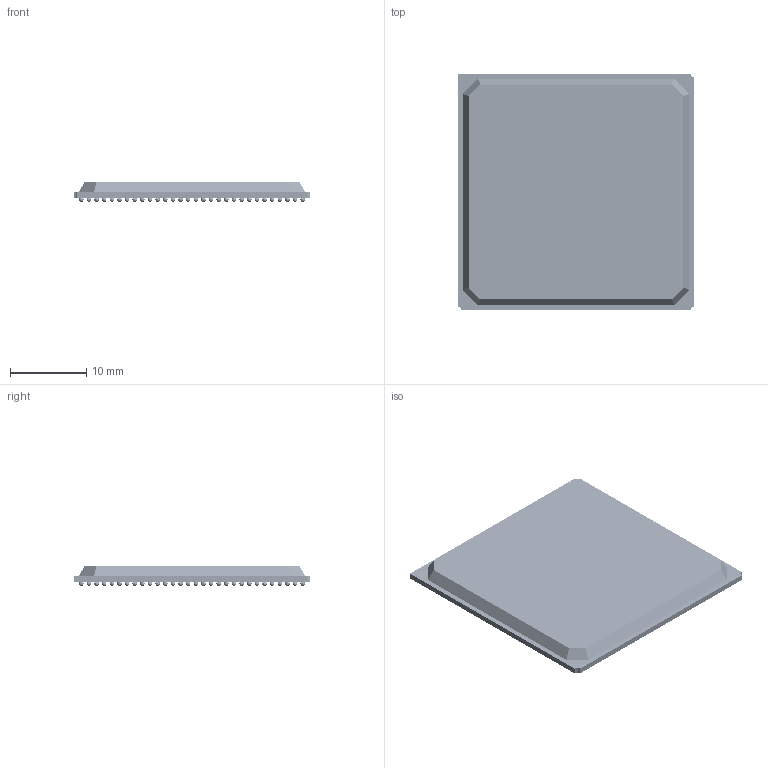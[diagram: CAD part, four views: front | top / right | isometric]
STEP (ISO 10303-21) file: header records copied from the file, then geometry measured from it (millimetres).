
FILE_DESCRIPTION((''),'2;1');
FILE_NAME('BGA896C100P30X30_3100X3100X260.stp','2011-07-07T15:55:45',(''),(''),'Mechanical Desktop 2011','Mechanical Desktop 2011',', , ');
FILE_SCHEMA(('AUTOMOTIVE_DESIGN { 1 2 10303 214 1 1 1 1 }'));
Length unit declared in the file: millimetre
Products named in the file (1): Product
Bounding box: 31 x 31 x 2.6 mm (x, y, z)
Volume: 1935 mm3; surface area: 4833.6 mm2
Topology: 898 solids, 898 shells, 2707 faces, 6317 edges, 2718 vertices
Faces by surface type: sphere 1792, plane 912, cylinder 3
Entity records: 53467 total; most frequent: DIRECTION 10843, CARTESIAN_POINT 8159, ORIENTED_EDGE 5466, AXIS2_PLACEMENT_3D 5402, EDGE_LOOP 3603, EDGE_CURVE 2733, VERTEX_POINT 2718, FACE_OUTER_BOUND 2707
